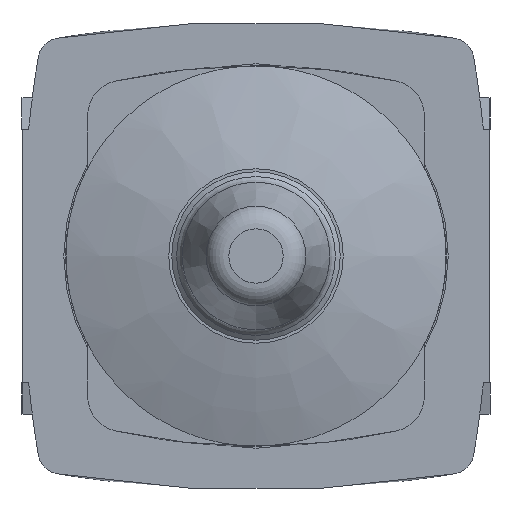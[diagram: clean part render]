
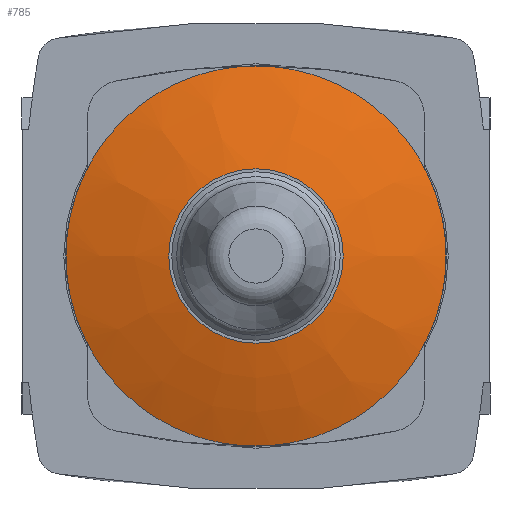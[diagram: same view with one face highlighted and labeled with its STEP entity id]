
A CAD part, front view. The second image highlights one B-rep face of the part: STEP entity #785.
In plain terms, the highlighted free-form (B-spline) face has degree [3, 3] with [4, 7] control points.
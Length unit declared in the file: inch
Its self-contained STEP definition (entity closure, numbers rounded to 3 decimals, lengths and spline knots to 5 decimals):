
#785 = ADVANCED_FACE( '', ( #1634, #1635 ), #1636, .T. );
#1634 = FACE_OUTER_BOUND( '', #2513, .T. );
#1635 = FACE_OUTER_BOUND( '', #2514, .T. );
#1636 = ( BOUNDED_SURFACE(  )B_SPLINE_SURFACE( 3, 3, ( ( #2517, #2518, #2519, #2520, #2521, #2522, #2523 ), ( #2524, #2525, #2526, #2527, #2528, #2529, #2530 ), ( #2531, #2532, #2533, #2534, #2535, #2536, #2537 ), ( #2538, #2539, #2540, #2541, #2542, #2543, #2544 ) ), .UNSPECIFIED., .F., .T., .F. )B_SPLINE_SURFACE_WITH_KNOTS( ( 4, 4 ), ( 4, 3, 4 ), ( 0., 6.28319 ), ( 1.21941, 1.29005, 1.36068 ), .UNSPECIFIED. )GEOMETRIC_REPRESENTATION_ITEM(  )RATIONAL_B_SPLINE_SURFACE( ( ( 1., 0.333, 0.333, 1., 0.333, 0.333, 1. ), ( 0.998, 0.333, 0.333, 0.998, 0.333, 0.333, 0.998 ), ( 0.998, 0.333, 0.333, 0.998, 0.333, 0.333, 0.998 ), ( 1., 0.333, 0.333, 1., 0.333, 0.333, 1. ) ) )REPRESENTATION_ITEM( '' )SURFACE(  ) );
#2513 = EDGE_LOOP( '', ( #4771 ) );
#2514 = EDGE_LOOP( '', ( #4772 ) );
#2517 = CARTESIAN_POINT( '', ( 0., -4.471, -0.44016 ) );
#2518 = CARTESIAN_POINT( '', ( 0.88031, -4.471, -0.44016 ) );
#2519 = CARTESIAN_POINT( '', ( 0.88031, -4.471, 0.44016 ) );
#2520 = CARTESIAN_POINT( '', ( 0., -4.471, 0.44016 ) );
#2521 = CARTESIAN_POINT( '', ( -0.88031, -4.471, 0.44016 ) );
#2522 = CARTESIAN_POINT( '', ( -0.88031, -4.471, -0.44016 ) );
#2523 = CARTESIAN_POINT( '', ( 0., -4.471, -0.44016 ) );
#2524 = CARTESIAN_POINT( '', ( 0., -4.4334, -0.61648 ) );
#2525 = CARTESIAN_POINT( '', ( 1.23295, -4.4334, -0.61648 ) );
#2526 = CARTESIAN_POINT( '', ( 1.23295, -4.4334, 0.61648 ) );
#2527 = CARTESIAN_POINT( '', ( 0., -4.4334, 0.61648 ) );
#2528 = CARTESIAN_POINT( '', ( -1.23295, -4.4334, 0.61648 ) );
#2529 = CARTESIAN_POINT( '', ( -1.23295, -4.4334, -0.61648 ) );
#2530 = CARTESIAN_POINT( '', ( 0., -4.4334, -0.61648 ) );
#2531 = CARTESIAN_POINT( '', ( 0., -4.38345, -0.7897 ) );
#2532 = CARTESIAN_POINT( '', ( 1.5794, -4.38345, -0.7897 ) );
#2533 = CARTESIAN_POINT( '', ( 1.5794, -4.38345, 0.7897 ) );
#2534 = CARTESIAN_POINT( '', ( 0., -4.38345, 0.7897 ) );
#2535 = CARTESIAN_POINT( '', ( -1.5794, -4.38345, 0.7897 ) );
#2536 = CARTESIAN_POINT( '', ( -1.5794, -4.38345, -0.7897 ) );
#2537 = CARTESIAN_POINT( '', ( 0., -4.38345, -0.7897 ) );
#2538 = CARTESIAN_POINT( '', ( 0., -4.32139, -0.95897 ) );
#2539 = CARTESIAN_POINT( '', ( 1.91793, -4.32139, -0.95897 ) );
#2540 = CARTESIAN_POINT( '', ( 1.91793, -4.32139, 0.95897 ) );
#2541 = CARTESIAN_POINT( '', ( 0., -4.32139, 0.95897 ) );
#2542 = CARTESIAN_POINT( '', ( -1.91793, -4.32139, 0.95897 ) );
#2543 = CARTESIAN_POINT( '', ( -1.91793, -4.32139, -0.95897 ) );
#2544 = CARTESIAN_POINT( '', ( 0., -4.32139, -0.95897 ) );
#4771 = ORIENTED_EDGE( '', *, *, #5620, .T. );
#4772 = ORIENTED_EDGE( '', *, *, #5497, .F. );
#5497 = EDGE_CURVE( '', #6722, #6722, #6723, .T. );
#5620 = EDGE_CURVE( '', #6915, #6915, #6916, .F. );
#6722 = VERTEX_POINT( '', #8378 );
#6723 = CIRCLE( '', #8379, 0.44016 );
#6915 = VERTEX_POINT( '', #8632 );
#6916 = CIRCLE( '', #8633, 0.95897 );
#8378 = CARTESIAN_POINT( '', ( 0., -4.471, -0.44016 ) );
#8379 = AXIS2_PLACEMENT_3D( '', #10000, #10001, #10002 );
#8632 = CARTESIAN_POINT( '', ( 0., -4.32139, 0.95897 ) );
#8633 = AXIS2_PLACEMENT_3D( '', #10227, #10228, #10229 );
#10000 = CARTESIAN_POINT( '', ( 0., -4.471, 0. ) );
#10001 = DIRECTION( '', ( 0., -1., 0. ) );
#10002 = DIRECTION( '', ( 0., 0., -1. ) );
#10227 = CARTESIAN_POINT( '', ( 0., -4.32139, 0. ) );
#10228 = DIRECTION( '', ( 0., 1., 0. ) );
#10229 = DIRECTION( '', ( 0., 0., 1. ) );
